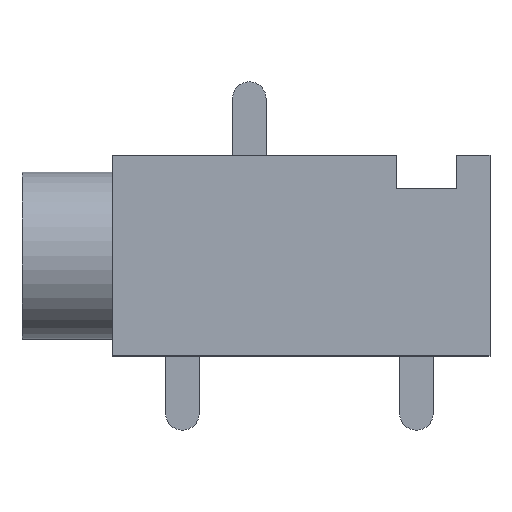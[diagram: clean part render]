
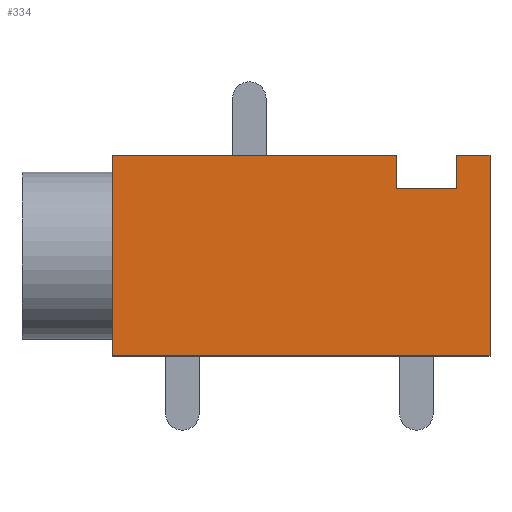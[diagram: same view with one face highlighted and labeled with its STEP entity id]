
A CAD part, top view. The second image highlights one B-rep face of the part: STEP entity #334.
In plain terms, the highlighted planar face has unit normal (0, 0, 1).
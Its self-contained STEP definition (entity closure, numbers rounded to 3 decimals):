
#99 = VERTEX_POINT('',#100);
#100 = CARTESIAN_POINT('',(-5.65,0.,5.));
#173 = VERTEX_POINT('',#174);
#174 = CARTESIAN_POINT('',(-5.65,-3.,5.));
#180 = EDGE_CURVE('',#173,#99,#181,.T.);
#181 = LINE('',#182,#183);
#182 = CARTESIAN_POINT('',(-5.65,-3.,5.));
#183 = VECTOR('',#184,1.);
#184 = DIRECTION('',(0.,1.,0.));
#205 = EDGE_CURVE('',#99,#206,#208,.T.);
#206 = VERTEX_POINT('',#207);
#207 = CARTESIAN_POINT('',(-5.65,3.,5.));
#208 = LINE('',#209,#210);
#209 = CARTESIAN_POINT('',(-5.65,-3.,5.));
#210 = VECTOR('',#211,1.);
#211 = DIRECTION('',(0.,1.,0.));
#334 = ADVANCED_FACE('',(#335),#393,.T.);
#335 = FACE_BOUND('',#336,.T.);
#336 = EDGE_LOOP('',(#337,#345,#346,#347,#355,#363,#371,#379,#387));
#337 = ORIENTED_EDGE('',*,*,#338,.F.);
#338 = EDGE_CURVE('',#206,#339,#341,.T.);
#339 = VERTEX_POINT('',#340);
#340 = CARTESIAN_POINT('',(2.85,3.,5.));
#341 = LINE('',#342,#343);
#342 = CARTESIAN_POINT('',(-5.65,3.,5.));
#343 = VECTOR('',#344,1.);
#344 = DIRECTION('',(1.,0.,0.));
#345 = ORIENTED_EDGE('',*,*,#205,.F.);
#346 = ORIENTED_EDGE('',*,*,#180,.F.);
#347 = ORIENTED_EDGE('',*,*,#348,.F.);
#348 = EDGE_CURVE('',#349,#173,#351,.T.);
#349 = VERTEX_POINT('',#350);
#350 = CARTESIAN_POINT('',(5.65,-3.,5.));
#351 = LINE('',#352,#353);
#352 = CARTESIAN_POINT('',(5.65,-3.,5.));
#353 = VECTOR('',#354,1.);
#354 = DIRECTION('',(-1.,0.,0.));
#355 = ORIENTED_EDGE('',*,*,#356,.F.);
#356 = EDGE_CURVE('',#357,#349,#359,.T.);
#357 = VERTEX_POINT('',#358);
#358 = CARTESIAN_POINT('',(5.65,3.,5.));
#359 = LINE('',#360,#361);
#360 = CARTESIAN_POINT('',(5.65,3.,5.));
#361 = VECTOR('',#362,1.);
#362 = DIRECTION('',(0.,-1.,0.));
#363 = ORIENTED_EDGE('',*,*,#364,.F.);
#364 = EDGE_CURVE('',#365,#357,#367,.T.);
#365 = VERTEX_POINT('',#366);
#366 = CARTESIAN_POINT('',(4.65,3.,5.));
#367 = LINE('',#368,#369);
#368 = CARTESIAN_POINT('',(-5.65,3.,5.));
#369 = VECTOR('',#370,1.);
#370 = DIRECTION('',(1.,0.,0.));
#371 = ORIENTED_EDGE('',*,*,#372,.T.);
#372 = EDGE_CURVE('',#365,#373,#375,.T.);
#373 = VERTEX_POINT('',#374);
#374 = CARTESIAN_POINT('',(4.65,2.,5.));
#375 = LINE('',#376,#377);
#376 = CARTESIAN_POINT('',(4.65,3.,5.));
#377 = VECTOR('',#378,1.);
#378 = DIRECTION('',(0.,-1.,0.));
#379 = ORIENTED_EDGE('',*,*,#380,.T.);
#380 = EDGE_CURVE('',#373,#381,#383,.T.);
#381 = VERTEX_POINT('',#382);
#382 = CARTESIAN_POINT('',(2.85,2.,5.));
#383 = LINE('',#384,#385);
#384 = CARTESIAN_POINT('',(4.65,2.,5.));
#385 = VECTOR('',#386,1.);
#386 = DIRECTION('',(-1.,0.,0.));
#387 = ORIENTED_EDGE('',*,*,#388,.T.);
#388 = EDGE_CURVE('',#381,#339,#389,.T.);
#389 = LINE('',#390,#391);
#390 = CARTESIAN_POINT('',(2.85,2.,5.));
#391 = VECTOR('',#392,1.);
#392 = DIRECTION('',(0.,1.,0.));
#393 = PLANE('',#394);
#394 = AXIS2_PLACEMENT_3D('',#395,#396,#397);
#395 = CARTESIAN_POINT('',(0.,0.,5.));
#396 = DIRECTION('',(0.,0.,1.));
#397 = DIRECTION('',(1.,0.,0.));
